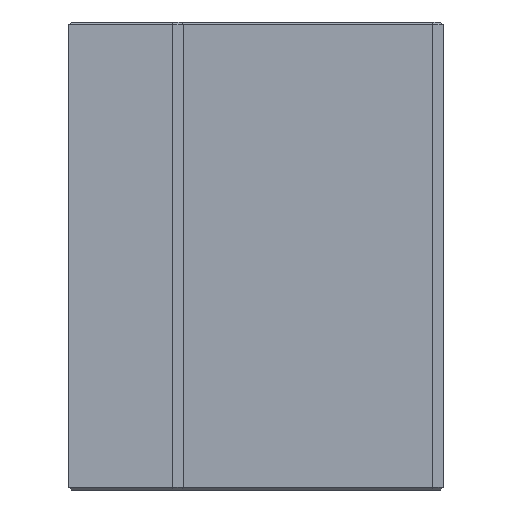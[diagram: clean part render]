
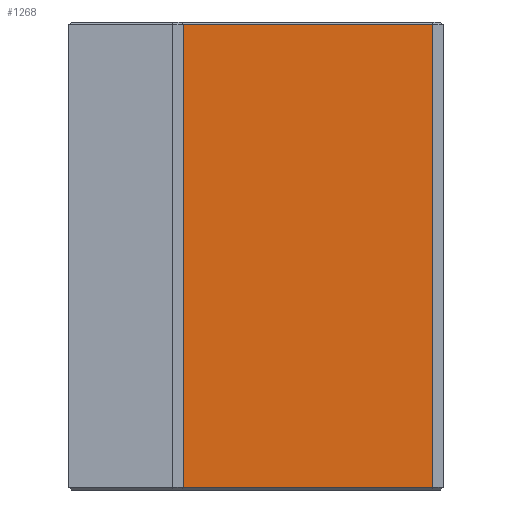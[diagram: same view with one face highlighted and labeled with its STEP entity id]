
A CAD part, left-side view. The second image highlights one B-rep face of the part: STEP entity #1268.
In plain terms, the highlighted planar face has unit normal (-1, 0, 0).
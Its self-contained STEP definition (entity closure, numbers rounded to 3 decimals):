
#159 = EDGE_LOOP ( 'NONE', ( #355, #356, #357, #358 ) ) ;
#355 = ORIENTED_EDGE ( 'NONE', *, *, #1211, .T. ) ;
#356 = ORIENTED_EDGE ( 'NONE', *, *, #1208, .T. ) ;
#357 = ORIENTED_EDGE ( 'NONE', *, *, #1214, .F. ) ;
#358 = ORIENTED_EDGE ( 'NONE', *, *, #1215, .T. ) ;
#565 = VERTEX_POINT ( 'NONE', #718 ) ;
#581 = VERTEX_POINT ( 'NONE', #732 ) ;
#603 = VERTEX_POINT ( 'NONE', #754 ) ;
#622 = VERTEX_POINT ( 'NONE', #773 ) ;
#718 = CARTESIAN_POINT ( 'NONE',  ( -42.994, -27.994, -44.5 ) ) ;
#732 = CARTESIAN_POINT ( 'NONE',  ( -42.994, 19.994, 44.5 ) ) ;
#754 = CARTESIAN_POINT ( 'NONE',  ( -42.994, -27.994, 44.5 ) ) ;
#773 = CARTESIAN_POINT ( 'NONE',  ( -42.994, 19.994, -44.5 ) ) ;
#855 = CARTESIAN_POINT ( 'NONE',  ( -42.994, 19.994, -44.5 ) ) ;
#856 = DIRECTION ( 'NONE',  ( 0., -1., 0. ) ) ;
#859 = CARTESIAN_POINT ( 'NONE',  ( -42.994, 19.994, 44.5 ) ) ;
#861 = CARTESIAN_POINT ( 'NONE',  ( -42.994, 19.994, 45. ) ) ;
#862 = DIRECTION ( 'NONE',  ( 0., 0., -1. ) ) ;
#867 = CARTESIAN_POINT ( 'NONE',  ( -42.994, -27.994, 45. ) ) ;
#868 = DIRECTION ( 'NONE',  ( 0., 0., -1. ) ) ;
#870 = DIRECTION ( 'NONE',  ( 0., 1., 0. ) ) ;
#1018 = PLANE ( 'NONE',  #1535 ) ;
#1021 = CARTESIAN_POINT ( 'NONE',  ( -42.994, 19.994, 45. ) ) ;
#1027 = DIRECTION ( 'NONE',  ( 1., 0., 0. ) ) ;
#1028 = DIRECTION ( 'NONE',  ( 0., 1., 0. ) ) ;
#1208 = EDGE_CURVE ( 'NONE', #622, #565, #1713, .T. ) ;
#1211 = EDGE_CURVE ( 'NONE', #581, #622, #1719, .T. ) ;
#1214 = EDGE_CURVE ( 'NONE', #603, #565, #1725, .T. ) ;
#1215 = EDGE_CURVE ( 'NONE', #603, #581, #1710, .T. ) ;
#1268 = ADVANCED_FACE ( 'NONE', ( #1787 ), #1018, .F. ) ;
#1535 = AXIS2_PLACEMENT_3D ( 'NONE', #1021, #1027, #1028 ) ;
#1710 = LINE ( 'NONE', #859, #1727 ) ;
#1713 = LINE ( 'NONE', #855, #1714 ) ;
#1714 = VECTOR ( 'NONE', #856, 1000. ) ;
#1719 = LINE ( 'NONE', #861, #1720 ) ;
#1720 = VECTOR ( 'NONE', #862, 1000. ) ;
#1725 = LINE ( 'NONE', #867, #1726 ) ;
#1726 = VECTOR ( 'NONE', #868, 1000. ) ;
#1727 = VECTOR ( 'NONE', #870, 1000. ) ;
#1787 = FACE_OUTER_BOUND ( 'NONE', #159, .T. ) ;
